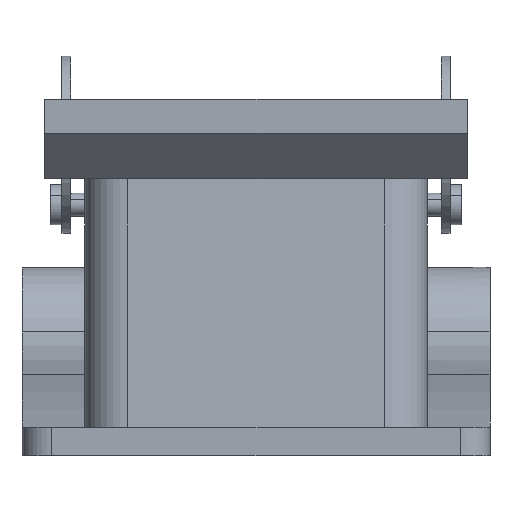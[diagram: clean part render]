
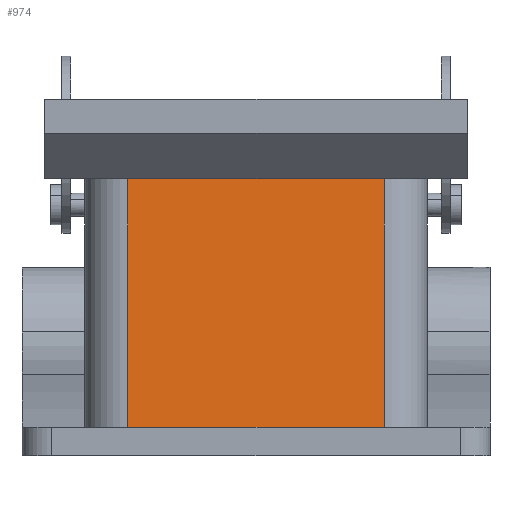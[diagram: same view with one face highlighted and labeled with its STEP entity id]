
A CAD part, left-side view. The second image highlights one B-rep face of the part: STEP entity #974.
In plain terms, the highlighted planar face has unit normal (-0.999, 0, 0.044).
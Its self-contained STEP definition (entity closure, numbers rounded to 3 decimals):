
#947=AXIS2_PLACEMENT_3D('Plane Axis2P3D',#944,#945,#946) ;
#315=CARTESIAN_POINT('Line Origine',(19.5,41.,48.5)) ;
#319=CARTESIAN_POINT('Vertex',(19.5,63.5,48.5)) ;
#321=CARTESIAN_POINT('Vertex',(19.5,18.5,48.5)) ;
#944=CARTESIAN_POINT('Axis2P3D Location',(19.5,41.,48.5)) ;
#949=CARTESIAN_POINT('Line Origine',(18.55,18.5,26.75)) ;
#953=CARTESIAN_POINT('Vertex',(17.601,18.5,5.)) ;
#956=CARTESIAN_POINT('Line Origine',(18.55,63.5,26.75)) ;
#960=CARTESIAN_POINT('Vertex',(17.601,63.5,5.)) ;
#963=CARTESIAN_POINT('Line Origine',(17.601,41.,5.)) ;
#316=DIRECTION('Vector Direction',(0.,1.,0.)) ;
#945=DIRECTION('Axis2P3D Direction',(-0.999,0.,0.044)) ;
#946=DIRECTION('Axis2P3D XDirection',(0.,1.,0.)) ;
#950=DIRECTION('Vector Direction',(-0.044,0.,-0.999)) ;
#957=DIRECTION('Vector Direction',(-0.044,0.,-0.999)) ;
#964=DIRECTION('Vector Direction',(0.,1.,0.)) ;
#317=VECTOR('Line Direction',#316,1.) ;
#951=VECTOR('Line Direction',#950,1.) ;
#958=VECTOR('Line Direction',#957,1.) ;
#965=VECTOR('Line Direction',#964,1.) ;
#969=ORIENTED_EDGE('',*,*,#955,.F.) ;
#970=ORIENTED_EDGE('',*,*,#323,.F.) ;
#971=ORIENTED_EDGE('',*,*,#962,.F.) ;
#972=ORIENTED_EDGE('',*,*,#967,.F.) ;
#974=ADVANCED_FACE('Housing',(#973),#948,.T.) ;
#323=EDGE_CURVE('',#320,#322,#318,.F.) ;
#955=EDGE_CURVE('',#322,#954,#952,.T.) ;
#962=EDGE_CURVE('',#961,#320,#959,.F.) ;
#967=EDGE_CURVE('',#954,#961,#966,.T.) ;
#968=EDGE_LOOP('',(#969,#970,#971,#972)) ;
#973=FACE_OUTER_BOUND('',#968,.T.) ;
#318=LINE('Line',#315,#317) ;
#952=LINE('Line',#949,#951) ;
#959=LINE('Line',#956,#958) ;
#966=LINE('Line',#963,#965) ;
#948=PLANE('',#947) ;
#320=VERTEX_POINT('',#319) ;
#322=VERTEX_POINT('',#321) ;
#954=VERTEX_POINT('',#953) ;
#961=VERTEX_POINT('',#960) ;
